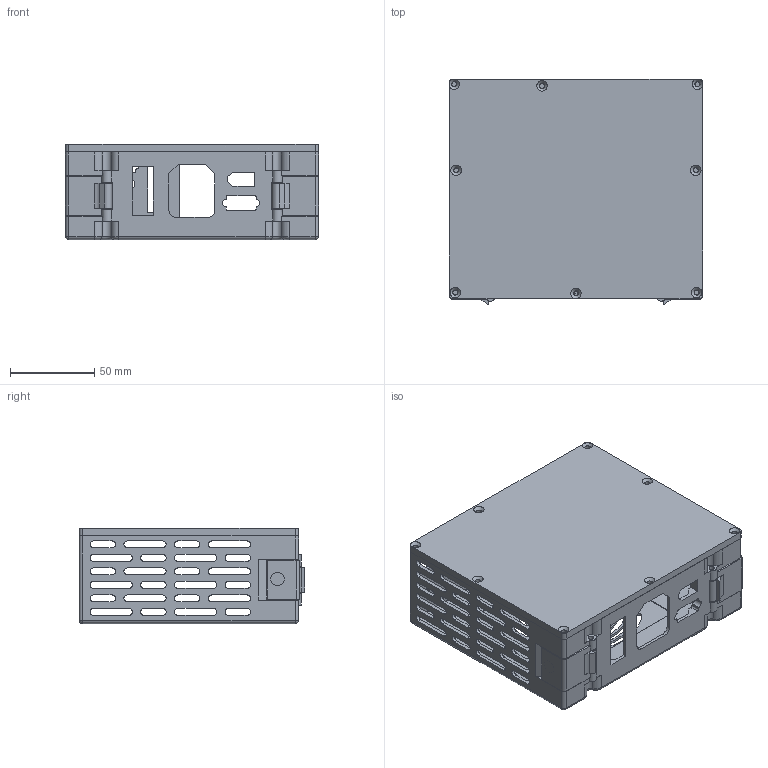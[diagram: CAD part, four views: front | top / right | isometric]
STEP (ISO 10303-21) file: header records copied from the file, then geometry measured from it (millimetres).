
FILE_DESCRIPTION(/* description */ ('STEP AP242','CAx-IF Rec.Pracs.---Representation and Presentation of Product Manufacturing Information (PMI)---4.0---2014-10-13','CAx-IF Rec.Pracs.---3D Tessellated Geometry---0.4---2014-09-14','2;1'),/* implementation_level */ '2;1');
FILE_NAME(/* name */ '687da4e82f67524a1811e784',/* time_stamp */ '2025-07-21T02:24:40Z',/* author */ (''),/* organization */ (''),/* preprocessor_version */ 'ST-DEVELOPER v20',/* originating_system */ 'ONSHAPE BY PTC INC, 1.201',/* authorisation */ ' ');
FILE_SCHEMA (('AP242_MANAGED_MODEL_BASED_3D_ENGINEERING_MIM_LF { 1 0 10303 442 1 1 4 }'));
Length unit declared in the file: metre
Products named in the file (4): Cable clamp; Cable clamp_1; Power supply Base; Power supply lid
Bounding box: 150.06 x 133.71 x 56.5 mm (x, y, z)
Volume: 175817 mm3; surface area: 128559.9 mm2
Topology: 4 solids, 4 shells, 611 faces, 1775 edges, 1163 vertices
Faces by surface type: cylinder 304, plane 281, cone 16, torus 6, sphere 4
Full cylindrical faces by diameter (mm): 2.8 x18, 3.2 x10, 3.3 x2, 4.763 x2, 5.8 x6, 8 x2, 12.6 x2
Entity records: 20362 total; most frequent: CARTESIAN_POINT 3595, DIRECTION 3529, ORIENTED_EDGE 3386, EDGE_CURVE 1693, AXIS2_PLACEMENT_3D 1253, VERTEX_POINT 1143, LINE 1023, VECTOR 1023
